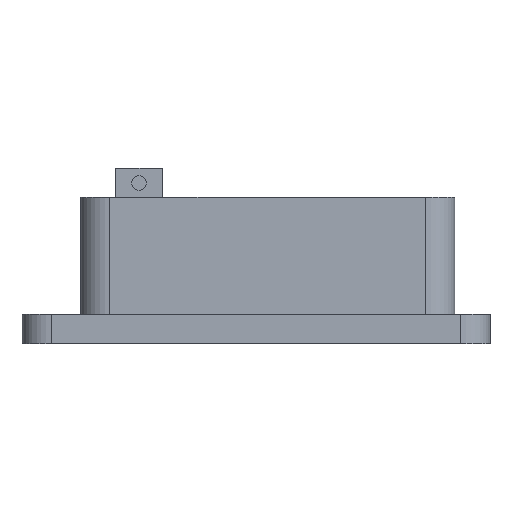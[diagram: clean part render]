
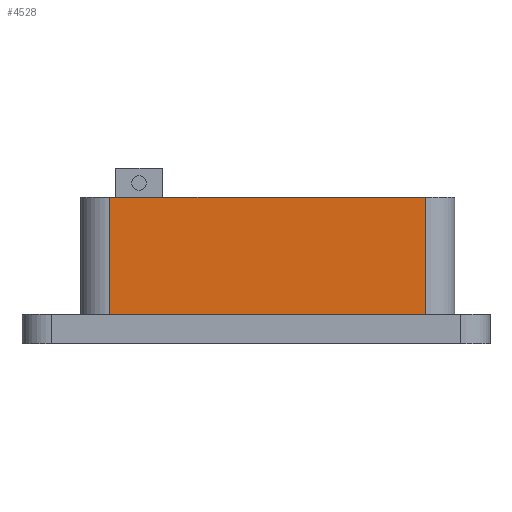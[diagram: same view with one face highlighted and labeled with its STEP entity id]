
A CAD part, front view. The second image highlights one B-rep face of the part: STEP entity #4528.
In plain terms, the highlighted planar face has unit normal (0, -1, 0).
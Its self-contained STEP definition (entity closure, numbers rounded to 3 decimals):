
#1469=VERTEX_POINT('',#1468) ;
#1476=VERTEX_POINT('',#1475) ;
#1937=VERTEX_POINT('',#1936) ;
#1961=VERTEX_POINT('',#1960) ;
#1473=VECTOR('Line Direction',#1472,1.) ;
#1941=VECTOR('Line Direction',#1940,1.) ;
#1958=VECTOR('Line Direction',#1957,1.) ;
#4385=VECTOR('Line Direction',#4384,1.) ;
#1472=DIRECTION('Vector Direction',(-1.,0.,0.)) ;
#1940=DIRECTION('Vector Direction',(0.,0.,1.)) ;
#1957=DIRECTION('Vector Direction',(0.,0.,1.)) ;
#4384=DIRECTION('Vector Direction',(-1.,0.,0.)) ;
#4518=DIRECTION('Axis2P3D Direction',(0.,1.,-0.)) ;
#4519=DIRECTION('Axis2P3D XDirection',(-1.,0.,0.)) ;
#1468=CARTESIAN_POINT('Vertex',(-31.75,-63.5,31.75)) ;
#1471=CARTESIAN_POINT('Line Origine',(2.54,-63.5,31.75)) ;
#1475=CARTESIAN_POINT('Vertex',(36.83,-63.5,31.75)) ;
#1936=CARTESIAN_POINT('Vertex',(-31.75,-63.5,6.35)) ;
#1939=CARTESIAN_POINT('Line Origine',(-31.75,-63.5,19.05)) ;
#1956=CARTESIAN_POINT('Line Origine',(36.83,-63.5,19.05)) ;
#1960=CARTESIAN_POINT('Vertex',(36.83,-63.5,6.35)) ;
#4383=CARTESIAN_POINT('Line Origine',(2.54,-63.5,6.35)) ;
#4517=CARTESIAN_POINT('Axis2P3D Location',(43.18,-63.5,6.35)) ;
#4520=AXIS2_PLACEMENT_3D('Plane Axis2P3D',#4517,#4518,#4519) ;
#1474=LINE('Line',#1471,#1473) ;
#1942=LINE('Line',#1939,#1941) ;
#1959=LINE('Line',#1956,#1958) ;
#4386=LINE('Line',#4383,#4385) ;
#4521=PLANE('',#4520) ;
#1477=EDGE_CURVE('',#1469,#1476,#1474,.F.) ;
#1943=EDGE_CURVE('',#1937,#1469,#1942,.T.) ;
#1962=EDGE_CURVE('',#1961,#1476,#1959,.T.) ;
#4387=EDGE_CURVE('',#1937,#1961,#4386,.F.) ;
#4523=ORIENTED_EDGE('',*,*,#1943,.F.) ;
#4524=ORIENTED_EDGE('',*,*,#4387,.T.) ;
#4525=ORIENTED_EDGE('',*,*,#1962,.T.) ;
#4526=ORIENTED_EDGE('',*,*,#1477,.F.) ;
#4522=EDGE_LOOP('',(#4523,#4524,#4525,#4526)) ;
#4528=ADVANCED_FACE('PartBody',(#4527),#4521,.F.) ;
#4527=FACE_OUTER_BOUND('',#4522,.T.) ;
